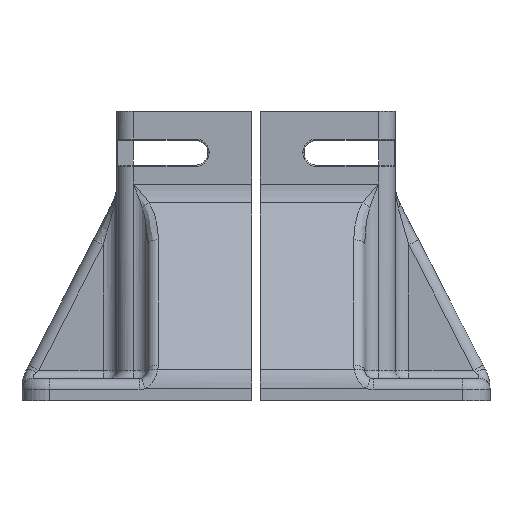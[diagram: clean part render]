
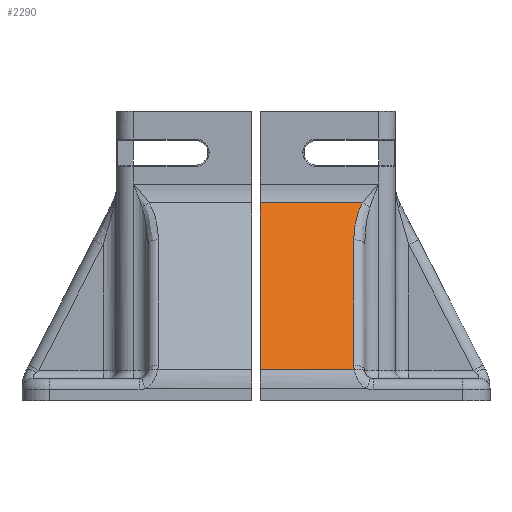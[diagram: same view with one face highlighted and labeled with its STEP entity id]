
A CAD part, left-side view. The second image highlights one B-rep face of the part: STEP entity #2290.
In plain terms, the highlighted planar face has unit normal (-0.889, 0, 0.458).
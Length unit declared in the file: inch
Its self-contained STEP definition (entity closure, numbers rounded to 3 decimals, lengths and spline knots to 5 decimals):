
#81 = CARTESIAN_POINT ( 'NONE',  ( -3.19173, -2.4003, 2.33789 ) ) ;
#160 = CARTESIAN_POINT ( 'NONE',  ( -2.96285, -2.50202, 2.78239 ) ) ;
#231 = DIRECTION ( 'NONE',  ( 0., 1., 0. ) ) ;
#237 = CARTESIAN_POINT ( 'NONE',  ( -3.14906, -2.40538, 2.42075 ) ) ;
#832 = EDGE_CURVE ( 'NONE', #11946, #5311, #14255, .T. ) ;
#1072 = CARTESIAN_POINT ( 'NONE',  ( -2.97179, -2.49348, 2.76502 ) ) ;
#1077 = EDGE_CURVE ( 'NONE', #11291, #2898, #4909, .T. ) ;
#1146 = CARTESIAN_POINT ( 'NONE',  ( -3.00469, -2.46663, 2.70113 ) ) ;
#1181 = EDGE_CURVE ( 'NONE', #5311, #13393, #6234, .T. ) ;
#1221 = CARTESIAN_POINT ( 'NONE',  ( -2.98118, -2.4852, 2.7468 ) ) ;
#1369 = CARTESIAN_POINT ( 'NONE',  ( -2.94064, -2.52618, 2.82552 ) ) ;
#1557 = CARTESIAN_POINT ( 'NONE',  ( -4.15724, -2.40216, 0.46285 ) ) ;
#1709 = CARTESIAN_POINT ( 'NONE',  ( -4.13545, -2.39972, 0.50516 ) ) ;
#2207 = CARTESIAN_POINT ( 'NONE',  ( -3.12672, -2.41016, 2.46415 ) ) ;
#2290 = ADVANCED_FACE ( 'NONE', ( #8872 ), #5625, .T. ) ;
#2358 = CARTESIAN_POINT ( 'NONE',  ( -3.11928, -2.412, 2.47859 ) ) ;
#2508 = CARTESIAN_POINT ( 'NONE',  ( -3.13414, -2.40832, 2.44974 ) ) ;
#2898 = VERTEX_POINT ( 'NONE', #6328 ) ;
#2899 = CARTESIAN_POINT ( 'NONE',  ( -4.14637, -2.39972, 0.48396 ) ) ;
#3526 = VECTOR ( 'NONE', #9776, 39.37008 ) ;
#3555 = CARTESIAN_POINT ( 'NONE',  ( -2.96729, -2.49777, 2.77376 ) ) ;
#3700 = EDGE_CURVE ( 'NONE', #8009, #11291, #10185, .T. ) ;
#3703 = CARTESIAN_POINT ( 'NONE',  ( -3.03141, -2.44911, 2.64925 ) ) ;
#3937 = CARTESIAN_POINT ( 'NONE',  ( -3.33277, -1.06113, 2.06399 ) ) ;
#4298 = EDGE_CURVE ( 'NONE', #13393, #8009, #4635, .T. ) ;
#4477 = EDGE_CURVE ( 'NONE', #2898, #11946, #4811, .T. ) ;
#4516 = CARTESIAN_POINT ( 'NONE',  ( -3.04961, -2.43903, 2.61389 ) ) ;
#4569 = DIRECTION ( 'NONE',  ( -0.889, 0., 0.458 ) ) ;
#4584 = CARTESIAN_POINT ( 'NONE',  ( -2.99636, -2.47287, 2.7173 ) ) ;
#4635 =( BOUNDED_CURVE ( )  B_SPLINE_CURVE ( 3, ( #6189, #1557, #2899, #1709 ),
 .UNSPECIFIED., .F., .F. ) 
 B_SPLINE_CURVE_WITH_KNOTS ( ( 4, 4 ),
 ( 4.52765, 4.79173 ),
 .UNSPECIFIED. ) 
 CURVE ( )  GEOMETRIC_REPRESENTATION_ITEM ( )  RATIONAL_B_SPLINE_CURVE ( ( 1., 0.994, 0.994, 1. ) ) 
 REPRESENTATION_ITEM ( '' )  );
#4659 = CARTESIAN_POINT ( 'NONE',  ( -3.08318, -2.42396, 2.5487 ) ) ;
#4739 = CARTESIAN_POINT ( 'NONE',  ( -2.95023, -2.51515, 2.8069 ) ) ;
#4811 = LINE ( 'NONE', #4956, #11214 ) ;
#4815 = CARTESIAN_POINT ( 'NONE',  ( -3.09023, -2.42122, 2.53501 ) ) ;
#4909 = B_SPLINE_CURVE_WITH_KNOTS ( 'NONE', 3,
 ( #9168, #12759, #12606, #81, #9389, #6831, #11483, #8269, #10356, #237, #8188, #2508, #2207, #2358, #8115, #6905, #5634, #4815, #4659, #5936, #7053, #10501, #11406, #4516, #10212, #13955, #3703, #12684, #6761, #9240, #5856, #1146, #6980, #4584, #10426, #14792, #1221, #11330, #1072, #3555, #160, #9102, #11629, #4739, #13653, #5712, #7957, #5784, #1369 ),
 .UNSPECIFIED., .F., .F.,
 ( 4, 3, 3, 3, 3, 3, 3, 3, 3, 3, 3, 3, 3, 3, 3, 3, 4 ),
 ( 1.5708, 1.62946, 1.68982, 1.75198, 1.81628, 1.8807, 1.94383, 2.00697, 2.06572, 2.12315, 2.17865, 2.22246, 2.27761, 2.3308, 2.38338, 2.43521, 2.44306 ),
 .UNSPECIFIED. ) ;
#4956 = CARTESIAN_POINT ( 'NONE',  ( -2.94064, -3.44792, 2.82552 ) ) ;
#5311 = VERTEX_POINT ( 'NONE', #8084 ) ;
#5625 = PLANE ( 'NONE',  #13330 ) ;
#5634 = CARTESIAN_POINT ( 'NONE',  ( -3.09736, -2.4187, 2.52116 ) ) ;
#5684 = DIRECTION ( 'NONE',  ( 0.458, 0., 0.889 ) ) ;
#5712 = CARTESIAN_POINT ( 'NONE',  ( -2.94238, -2.52412, 2.82214 ) ) ;
#5784 = CARTESIAN_POINT ( 'NONE',  ( -2.94122, -2.52549, 2.8244 ) ) ;
#5856 = CARTESIAN_POINT ( 'NONE',  ( -3.00897, -2.46364, 2.69283 ) ) ;
#5901 = ORIENTED_EDGE ( 'NONE', *, *, #3700, .T. ) ;
#5936 = CARTESIAN_POINT ( 'NONE',  ( -3.07613, -2.42671, 2.56239 ) ) ;
#6160 = CARTESIAN_POINT ( 'NONE',  ( -4.16787, -3.44792, 0.4422 ) ) ;
#6189 = CARTESIAN_POINT ( 'NONE',  ( -4.16787, -2.40701, 0.4422 ) ) ;
#6234 = LINE ( 'NONE', #6160, #12578 ) ;
#6328 = CARTESIAN_POINT ( 'NONE',  ( -2.94064, -2.52618, 2.82552 ) ) ;
#6761 = CARTESIAN_POINT ( 'NONE',  ( -3.01992, -2.45621, 2.67155 ) ) ;
#6831 = CARTESIAN_POINT ( 'NONE',  ( -3.17775, -2.40132, 2.36504 ) ) ;
#6905 = CARTESIAN_POINT ( 'NONE',  ( -3.10455, -2.41642, 2.5072 ) ) ;
#6966 = CARTESIAN_POINT ( 'NONE',  ( -3.21198, -2.39972, 2.29857 ) ) ;
#6980 = CARTESIAN_POINT ( 'NONE',  ( -3.00049, -2.46971, 2.70929 ) ) ;
#7053 = CARTESIAN_POINT ( 'NONE',  ( -3.06916, -2.42968, 2.57592 ) ) ;
#7730 = CARTESIAN_POINT ( 'NONE',  ( -3.33277, -3.44792, 2.06399 ) ) ;
#7735 = CARTESIAN_POINT ( 'NONE',  ( -4.16787, -2.40701, 0.4422 ) ) ;
#7957 = CARTESIAN_POINT ( 'NONE',  ( -2.9418, -2.5248, 2.82327 ) ) ;
#8009 = VERTEX_POINT ( 'NONE', #14012 ) ;
#8084 = CARTESIAN_POINT ( 'NONE',  ( -4.16787, -1.06113, 0.4422 ) ) ;
#8115 = CARTESIAN_POINT ( 'NONE',  ( -3.11189, -2.41409, 2.49295 ) ) ;
#8188 = CARTESIAN_POINT ( 'NONE',  ( -3.14159, -2.40673, 2.43526 ) ) ;
#8269 = CARTESIAN_POINT ( 'NONE',  ( -3.16352, -2.403, 2.39269 ) ) ;
#8715 = ORIENTED_EDGE ( 'NONE', *, *, #4298, .T. ) ;
#8872 = FACE_OUTER_BOUND ( 'NONE', #10683, .T. ) ;
#9102 = CARTESIAN_POINT ( 'NONE',  ( -2.95853, -2.50636, 2.79077 ) ) ;
#9168 = CARTESIAN_POINT ( 'NONE',  ( -3.21198, -2.39972, 2.29857 ) ) ;
#9240 = CARTESIAN_POINT ( 'NONE',  ( -3.01439, -2.45986, 2.6823 ) ) ;
#9389 = CARTESIAN_POINT ( 'NONE',  ( -3.18476, -2.40071, 2.35144 ) ) ;
#9762 = DIRECTION ( 'NONE',  ( 0., -1., 0. ) ) ;
#9776 = DIRECTION ( 'NONE',  ( -0.458, 0., -0.889 ) ) ;
#10185 = LINE ( 'NONE', #12358, #11925 ) ;
#10212 = CARTESIAN_POINT ( 'NONE',  ( -3.04342, -2.44238, 2.62593 ) ) ;
#10247 = ORIENTED_EDGE ( 'NONE', *, *, #832, .T. ) ;
#10356 = CARTESIAN_POINT ( 'NONE',  ( -3.15628, -2.40407, 2.40673 ) ) ;
#10426 = CARTESIAN_POINT ( 'NONE',  ( -2.99117, -2.47685, 2.72738 ) ) ;
#10501 = CARTESIAN_POINT ( 'NONE',  ( -3.0623, -2.43288, 2.58925 ) ) ;
#10683 = EDGE_LOOP ( 'NONE', ( #10247, #11118, #8715, #5901, #13170, #12787 ) ) ;
#11118 = ORIENTED_EDGE ( 'NONE', *, *, #1181, .T. ) ;
#11214 = VECTOR ( 'NONE', #231, 39.37008 ) ;
#11291 = VERTEX_POINT ( 'NONE', #6966 ) ;
#11330 = CARTESIAN_POINT ( 'NONE',  ( -2.97642, -2.48928, 2.75603 ) ) ;
#11406 = CARTESIAN_POINT ( 'NONE',  ( -3.05591, -2.43586, 2.60166 ) ) ;
#11483 = CARTESIAN_POINT ( 'NONE',  ( -3.17074, -2.40214, 2.37866 ) ) ;
#11629 = CARTESIAN_POINT ( 'NONE',  ( -2.95435, -2.51079, 2.79889 ) ) ;
#11925 = VECTOR ( 'NONE', #5684, 39.37008 ) ;
#11946 = VERTEX_POINT ( 'NONE', #13453 ) ;
#12358 = CARTESIAN_POINT ( 'NONE',  ( -3.33277, -2.39972, 2.06399 ) ) ;
#12578 = VECTOR ( 'NONE', #9762, 39.37008 ) ;
#12606 = CARTESIAN_POINT ( 'NONE',  ( -3.19852, -2.39991, 2.32472 ) ) ;
#12684 = CARTESIAN_POINT ( 'NONE',  ( -3.02557, -2.45272, 2.66059 ) ) ;
#12759 = CARTESIAN_POINT ( 'NONE',  ( -3.20527, -2.39972, 2.3116 ) ) ;
#12787 = ORIENTED_EDGE ( 'NONE', *, *, #4477, .T. ) ;
#13170 = ORIENTED_EDGE ( 'NONE', *, *, #1077, .T. ) ;
#13330 = AXIS2_PLACEMENT_3D ( 'NONE', #7730, #4569, #14781 ) ;
#13393 = VERTEX_POINT ( 'NONE', #7735 ) ;
#13453 = CARTESIAN_POINT ( 'NONE',  ( -2.94064, -1.06113, 2.82552 ) ) ;
#13653 = CARTESIAN_POINT ( 'NONE',  ( -2.94624, -2.5196, 2.81465 ) ) ;
#13955 = CARTESIAN_POINT ( 'NONE',  ( -3.03736, -2.44566, 2.63768 ) ) ;
#14012 = CARTESIAN_POINT ( 'NONE',  ( -4.13545, -2.39972, 0.50516 ) ) ;
#14255 = LINE ( 'NONE', #3937, #3526 ) ;
#14781 = DIRECTION ( 'NONE',  ( 0., 1., 0. ) ) ;
#14792 = CARTESIAN_POINT ( 'NONE',  ( -2.98611, -2.48097, 2.73722 ) ) ;
